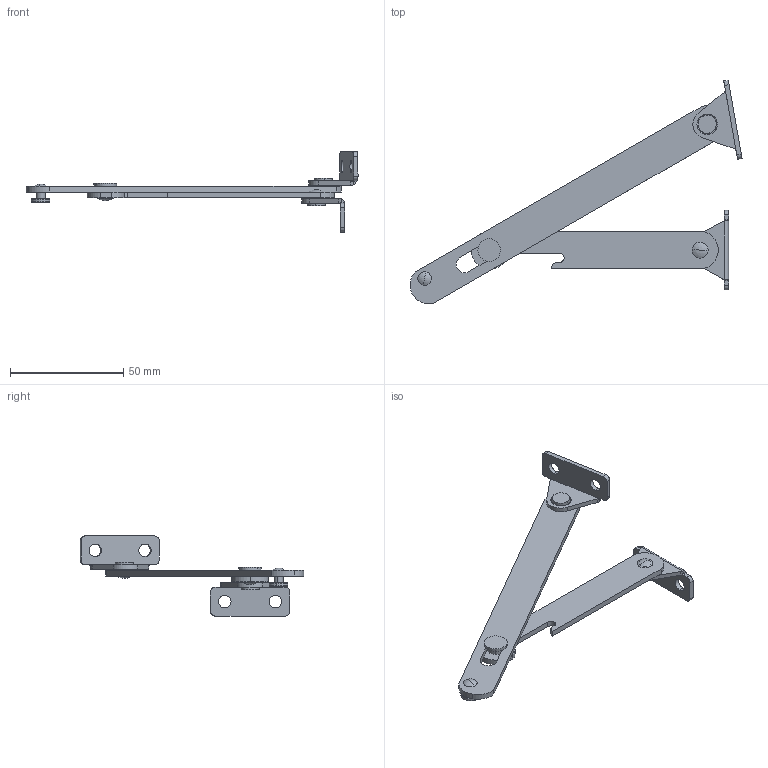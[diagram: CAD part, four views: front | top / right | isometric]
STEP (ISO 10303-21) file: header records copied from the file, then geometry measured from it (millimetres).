
FILE_DESCRIPTION (( 'STEP AP203' ), '1' );
FILE_NAME ('PM09.202.L CINKO.STEP', '2022-06-20T11:19:32', ( '' ), ( '' ), 'SwSTEP 2.0', 'SolidWorks 2021', '' );
FILE_SCHEMA (( 'CONFIG_CONTROL_DESIGN' ));
Length unit declared in the file: millimetre
Products named in the file (1): PM09.202.L  CINKO
Bounding box: 146.36 x 98.54 x 35.3 mm (x, y, z)
Surface area: 13080.5 mm2 (no closed solid volume)
Topology: 0 solids, 12 shells, 119 faces, 321 edges, 218 vertices
Faces by surface type: cylinder 53, plane 46, sphere 8, torus 8, cone 4
Entity records: 4044 total; most frequent: CARTESIAN_POINT 975, DIRECTION 633, ORIENTED_EDGE 595, EDGE_CURVE 321, AXIS2_PLACEMENT_3D 268, VERTEX_POINT 218, CIRCLE 148, EDGE_LOOP 143
